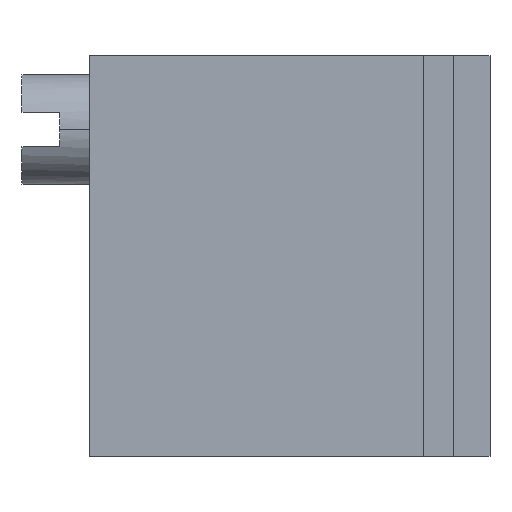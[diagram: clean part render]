
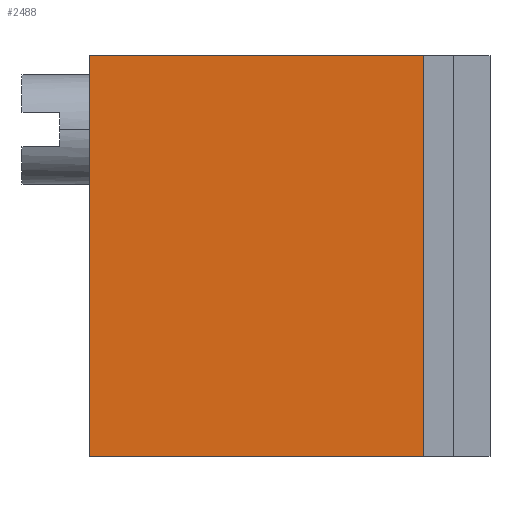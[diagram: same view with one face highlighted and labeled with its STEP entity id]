
A CAD part, front view. The second image highlights one B-rep face of the part: STEP entity #2488.
In plain terms, the highlighted planar face has unit normal (0, -1, 0).
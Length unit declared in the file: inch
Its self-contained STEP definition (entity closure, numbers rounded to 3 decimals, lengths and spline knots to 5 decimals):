
#797=DIRECTION('',(0.,0.,-1.));
#798=VECTOR('',#797,0.266);
#799=CARTESIAN_POINT('',(0.222,0.,0.));
#800=LINE('',#799,#798);
#801=DIRECTION('',(-1.,0.,0.));
#802=VECTOR('',#801,0.222);
#803=CARTESIAN_POINT('',(0.222,0.,-0.266));
#804=LINE('',#803,#802);
#805=DIRECTION('',(0.,0.,1.));
#806=VECTOR('',#805,0.266);
#807=CARTESIAN_POINT('',(0.,0.,-0.266));
#808=LINE('',#807,#806);
#809=DIRECTION('',(1.,0.,0.));
#810=VECTOR('',#809,0.222);
#811=CARTESIAN_POINT('',(0.,0.,0.));
#812=LINE('',#811,#810);
#975=CARTESIAN_POINT('',(0.,0.,-0.266));
#976=CARTESIAN_POINT('',(0.,0.,0.));
#977=VERTEX_POINT('',#975);
#978=VERTEX_POINT('',#976);
#1027=CARTESIAN_POINT('',(0.222,0.,0.));
#1028=CARTESIAN_POINT('',(0.222,0.,-0.266));
#1029=VERTEX_POINT('',#1027);
#1030=VERTEX_POINT('',#1028);
#2476=CARTESIAN_POINT('',(0.,0.,0.));
#2477=DIRECTION('',(0.,1.,0.));
#2478=DIRECTION('',(1.,0.,0.));
#2479=AXIS2_PLACEMENT_3D('',#2476,#2477,#2478);
#2480=PLANE('',#2479);
#2482=ORIENTED_EDGE('',*,*,#2481,.T.);
#2483=ORIENTED_EDGE('',*,*,#1923,.T.);
#2484=ORIENTED_EDGE('',*,*,#2407,.T.);
#2485=ORIENTED_EDGE('',*,*,#1557,.T.);
#2486=EDGE_LOOP('',(#2482,#2483,#2484,#2485));
#2487=FACE_OUTER_BOUND('',#2486,.F.);
#2488=ADVANCED_FACE('',(#2487),#2480,.F.);
#1557=EDGE_CURVE('',#978,#1029,#812,.T.);
#1923=EDGE_CURVE('',#1030,#977,#804,.T.);
#2407=EDGE_CURVE('',#977,#978,#808,.T.);
#2481=EDGE_CURVE('',#1029,#1030,#800,.T.);
